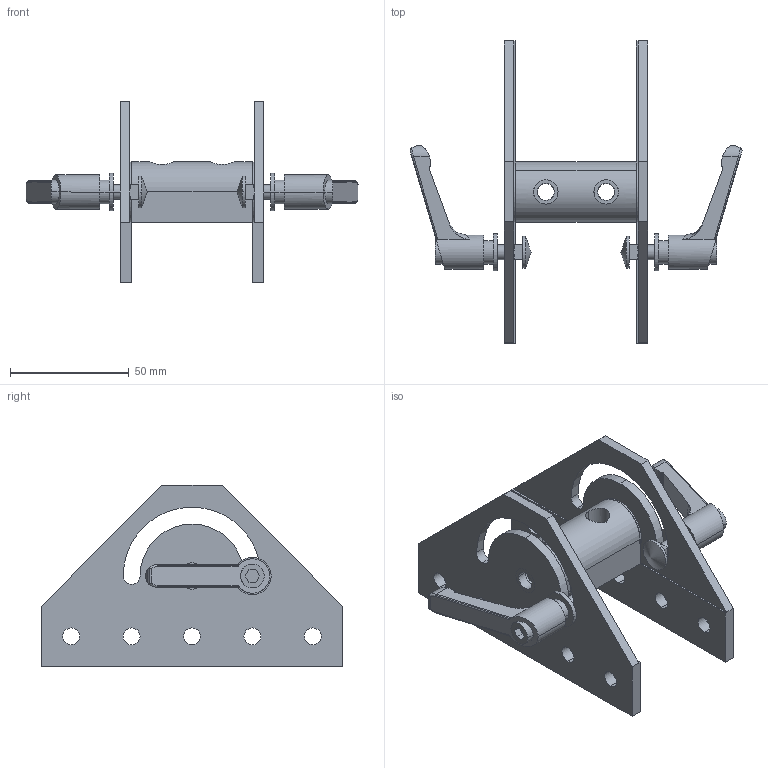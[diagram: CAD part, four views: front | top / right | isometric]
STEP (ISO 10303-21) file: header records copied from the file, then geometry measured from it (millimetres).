
FILE_DESCRIPTION((''),'2;1');
FILE_NAME('10HI8372.stp','2006-03-13T16:01:55',('Shawn Mantel'),('Faztek, LLC'),'Mechanical Desktop 2005','Mechanical Desktop 2005',', , ');
FILE_SCHEMA(('CONFIG_CONTROL_DESIGN'));
Length unit declared in the file: inch
Products named in the file (1): Product
Bounding box: 139.65 x 127 x 76.2 mm (x, y, z)
Volume: 94592.7 mm3; surface area: 49383.9 mm2
Topology: 13 solids, 13 shells, 247 faces, 613 edges, 402 vertices
Faces by surface type: cylinder 134, plane 73, bspline 36, cone 4
Entity records: 8764 total; most frequent: CARTESIAN_POINT 2761, ORIENTED_EDGE 1218, DIRECTION 1213, EDGE_CURVE 609, AXIS2_PLACEMENT_3D 468, VERTEX_POINT 402, EDGE_LOOP 311, VECTOR 277
